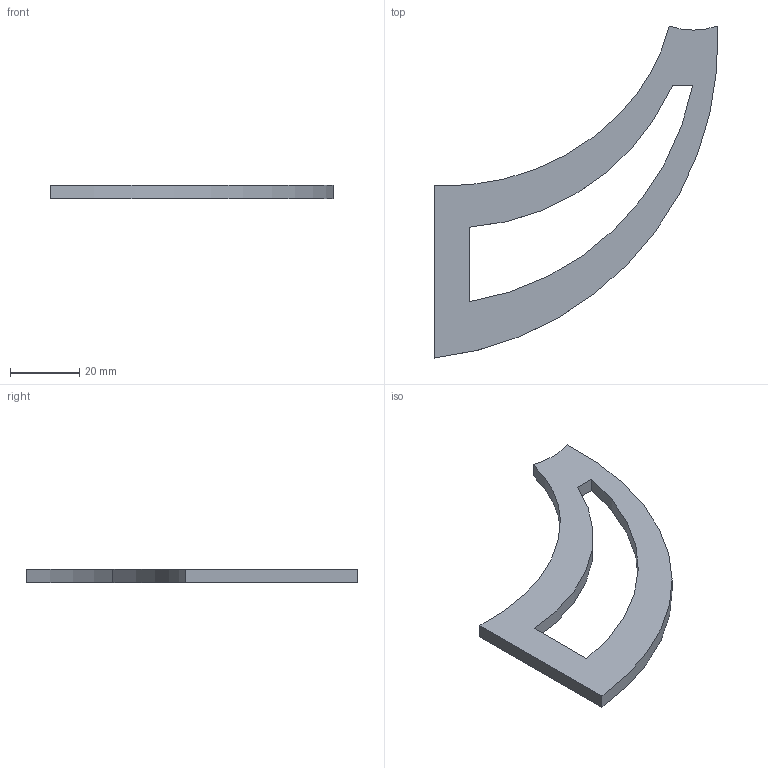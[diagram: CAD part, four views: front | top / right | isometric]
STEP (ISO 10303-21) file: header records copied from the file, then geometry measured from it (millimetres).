
FILE_DESCRIPTION (( 'STEP AP203' ), '1' );
FILE_NAME ('54131-240.step', '2020-09-18T12:05:15', ( '' ), ( '' ), 'SwSTEP 2.0', 'SolidWorks 2018', '' );
FILE_SCHEMA (( 'CONFIG_CONTROL_DESIGN' ));
Length unit declared in the file: millimetre
Products named in the file (2): 54131-240
Bounding box: 82 x 96.19 x 4 mm (x, y, z)
Volume: 10102.7 mm3; surface area: 7018.4 mm2
Topology: 1 solids, 1 shells, 230 faces, 615 edges, 410 vertices
Faces by surface type: plane 139, bspline 85, cylinder 6
Entity records: 11744 total; most frequent: CARTESIAN_POINT 6406, ORIENTED_EDGE 1230, DIRECTION 751, EDGE_CURVE 615, LINE 433, VECTOR 433, VERTEX_POINT 410, EDGE_LOOP 255
